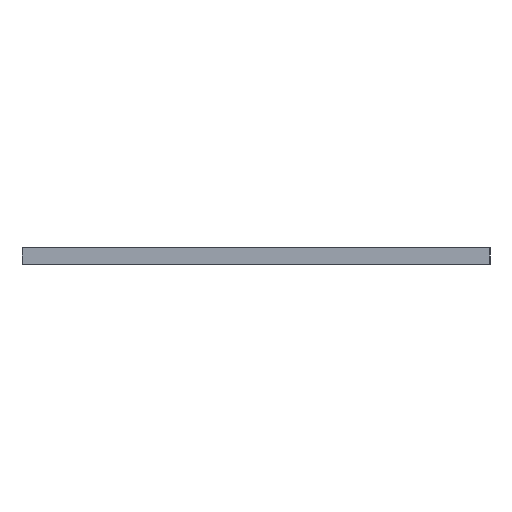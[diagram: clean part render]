
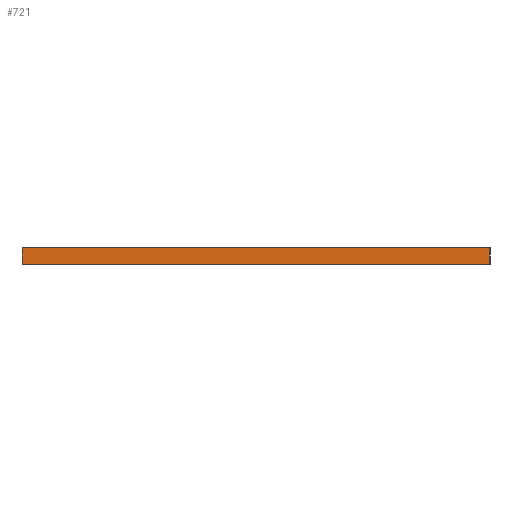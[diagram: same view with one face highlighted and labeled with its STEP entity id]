
A CAD part, left-side view. The second image highlights one B-rep face of the part: STEP entity #721.
In plain terms, the highlighted planar face has unit normal (-1, 0, 0).
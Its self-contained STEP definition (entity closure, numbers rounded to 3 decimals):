
#88 = LINE ( 'NONE', #200, #1093 ) ;
#92 = VERTEX_POINT ( 'NONE', #1207 ) ;
#95 = VECTOR ( 'NONE', #783, 1000. ) ;
#104 = DIRECTION ( 'NONE',  ( 0., 0., -1. ) ) ;
#109 = FACE_OUTER_BOUND ( 'NONE', #981, .T. ) ;
#166 = ORIENTED_EDGE ( 'NONE', *, *, #430, .T. ) ;
#184 = CARTESIAN_POINT ( 'NONE',  ( -180., -45., 0. ) ) ;
#200 = CARTESIAN_POINT ( 'NONE',  ( -180., 45., 3.175 ) ) ;
#215 = CARTESIAN_POINT ( 'NONE',  ( -180., -45., 3.175 ) ) ;
#328 = DIRECTION ( 'NONE',  ( 1., 0., 0. ) ) ;
#332 = VERTEX_POINT ( 'NONE', #375 ) ;
#352 = EDGE_CURVE ( 'NONE', #92, #332, #88, .T. ) ;
#375 = CARTESIAN_POINT ( 'NONE',  ( -180., 45., 0. ) ) ;
#396 = VERTEX_POINT ( 'NONE', #897 ) ;
#412 = ORIENTED_EDGE ( 'NONE', *, *, #966, .F. ) ;
#430 = EDGE_CURVE ( 'NONE', #332, #396, #1270, .T. ) ;
#469 = VECTOR ( 'NONE', #584, 1000. ) ;
#490 = AXIS2_PLACEMENT_3D ( 'NONE', #905, #328, #104 ) ;
#584 = DIRECTION ( 'NONE',  ( 0., -1., 0. ) ) ;
#593 = LINE ( 'NONE', #1000, #747 ) ;
#672 = ORIENTED_EDGE ( 'NONE', *, *, #1046, .F. ) ;
#683 = CARTESIAN_POINT ( 'NONE',  ( -180., -45., 3.175 ) ) ;
#721 = ADVANCED_FACE ( 'NONE', ( #109 ), #1114, .F. ) ;
#747 = VECTOR ( 'NONE', #789, 1000. ) ;
#783 = DIRECTION ( 'NONE',  ( 0., 0., -1. ) ) ;
#789 = DIRECTION ( 'NONE',  ( 0., -1., 0. ) ) ;
#897 = CARTESIAN_POINT ( 'NONE',  ( -180., -45., 0. ) ) ;
#905 = CARTESIAN_POINT ( 'NONE',  ( -180., -45., 3.175 ) ) ;
#966 = EDGE_CURVE ( 'NONE', #92, #1084, #593, .T. ) ;
#976 = DIRECTION ( 'NONE',  ( 0., 0., -1. ) ) ;
#981 = EDGE_LOOP ( 'NONE', ( #166, #672, #412, #1184 ) ) ;
#1000 = CARTESIAN_POINT ( 'NONE',  ( -180., -45., 3.175 ) ) ;
#1046 = EDGE_CURVE ( 'NONE', #1084, #396, #1088, .T. ) ;
#1084 = VERTEX_POINT ( 'NONE', #215 ) ;
#1088 = LINE ( 'NONE', #683, #95 ) ;
#1093 = VECTOR ( 'NONE', #976, 1000. ) ;
#1114 = PLANE ( 'NONE',  #490 ) ;
#1184 = ORIENTED_EDGE ( 'NONE', *, *, #352, .T. ) ;
#1207 = CARTESIAN_POINT ( 'NONE',  ( -180., 45., 3.175 ) ) ;
#1270 = LINE ( 'NONE', #184, #469 ) ;
